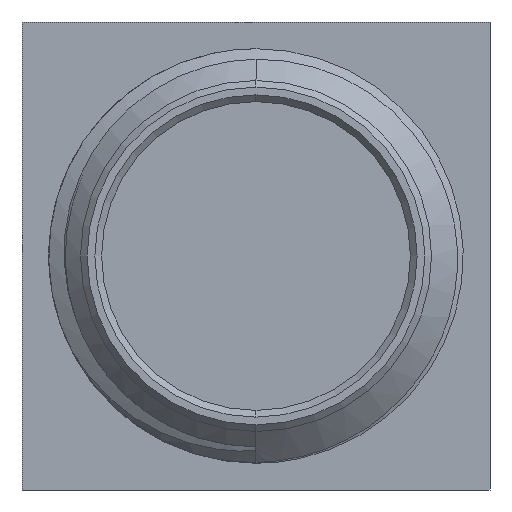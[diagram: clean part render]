
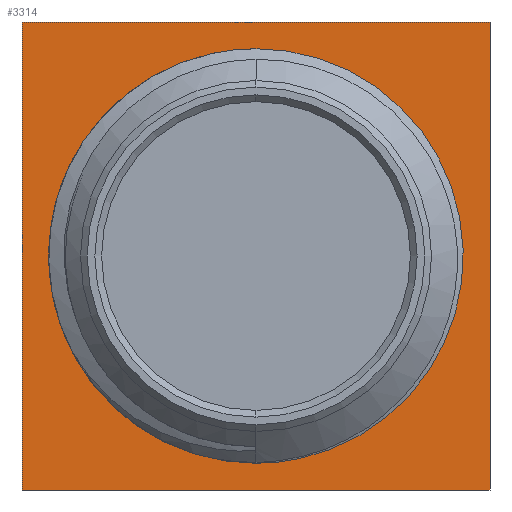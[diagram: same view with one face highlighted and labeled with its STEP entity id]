
A CAD part, left-side view. The second image highlights one B-rep face of the part: STEP entity #3314.
In plain terms, the highlighted planar face has unit normal (-1, 0, 0).
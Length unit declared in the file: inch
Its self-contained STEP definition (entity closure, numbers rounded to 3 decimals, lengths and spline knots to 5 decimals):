
#1 = VERTEX_POINT ( 'NONE', #1239 ) ;
#6 = CARTESIAN_POINT ( 'NONE',  ( 0.31142, -0.1378, 0.1378 ) ) ;
#99 = CARTESIAN_POINT ( 'NONE',  ( 0.31142, -0.1378, -0.1378 ) ) ;
#225 = LINE ( 'NONE', #3134, #1544 ) ;
#386 = DIRECTION ( 'NONE',  ( 0., 1., 0. ) ) ;
#486 = DIRECTION ( 'NONE',  ( 0., 0., 1. ) ) ;
#620 = ORIENTED_EDGE ( 'NONE', *, *, #1069, .T. ) ;
#736 = DIRECTION ( 'NONE',  ( 0., 0., -1. ) ) ;
#752 = LINE ( 'NONE', #3164, #3232 ) ;
#766 = CIRCLE ( 'NONE', #1323, 0.10335 ) ;
#769 = DIRECTION ( 'NONE',  ( 1., 0., 0. ) ) ;
#783 = DIRECTION ( 'NONE',  ( 0., 0., 1. ) ) ;
#845 = ORIENTED_EDGE ( 'NONE', *, *, #1744, .T. ) ;
#907 = CARTESIAN_POINT ( 'NONE',  ( 0.31142, 0., -0.10335 ) ) ;
#980 = VECTOR ( 'NONE', #783, 39.37008 ) ;
#1000 = CARTESIAN_POINT ( 'NONE',  ( 0.31142, 0., 0. ) ) ;
#1039 = VERTEX_POINT ( 'NONE', #6 ) ;
#1069 = EDGE_CURVE ( 'NONE', #1847, #1039, #2414, .T. ) ;
#1100 = CARTESIAN_POINT ( 'NONE',  ( 0.31142, 0.1378, -0.1378 ) ) ;
#1165 = ORIENTED_EDGE ( 'NONE', *, *, #3271, .T. ) ;
#1167 = VERTEX_POINT ( 'NONE', #2662 ) ;
#1178 = LINE ( 'NONE', #1988, #1435 ) ;
#1239 = CARTESIAN_POINT ( 'NONE',  ( 0.31142, 0.1378, 0.1378 ) ) ;
#1278 = ORIENTED_EDGE ( 'NONE', *, *, #3204, .T. ) ;
#1286 = DIRECTION ( 'NONE',  ( -1., 0., 0. ) ) ;
#1323 = AXIS2_PLACEMENT_3D ( 'NONE', #1354, #1388, #1911 ) ;
#1354 = CARTESIAN_POINT ( 'NONE',  ( 0.31142, 0., 0. ) ) ;
#1388 = DIRECTION ( 'NONE',  ( 1., 0., 0. ) ) ;
#1435 = VECTOR ( 'NONE', #386, 39.37008 ) ;
#1544 = VECTOR ( 'NONE', #3170, 39.37008 ) ;
#1744 = EDGE_CURVE ( 'NONE', #1167, #2454, #766, .T. ) ;
#1763 = FACE_OUTER_BOUND ( 'NONE', #2745, .T. ) ;
#1847 = VERTEX_POINT ( 'NONE', #99 ) ;
#1911 = DIRECTION ( 'NONE',  ( 0., 0., -1. ) ) ;
#1912 = EDGE_CURVE ( 'NONE', #1, #2779, #225, .T. ) ;
#1988 = CARTESIAN_POINT ( 'NONE',  ( 0.31142, -0.1378, 0.1378 ) ) ;
#2141 = EDGE_LOOP ( 'NONE', ( #3045, #845 ) ) ;
#2315 = FACE_BOUND ( 'NONE', #2141, .T. ) ;
#2414 = LINE ( 'NONE', #2871, #980 ) ;
#2444 = ORIENTED_EDGE ( 'NONE', *, *, #1912, .T. ) ;
#2454 = VERTEX_POINT ( 'NONE', #907 ) ;
#2662 = CARTESIAN_POINT ( 'NONE',  ( 0.31142, 0., 0.10335 ) ) ;
#2745 = EDGE_LOOP ( 'NONE', ( #1165, #620, #1278, #2444 ) ) ;
#2779 = VERTEX_POINT ( 'NONE', #1100 ) ;
#2843 = CARTESIAN_POINT ( 'NONE',  ( 0.31142, 0., 0. ) ) ;
#2871 = CARTESIAN_POINT ( 'NONE',  ( 0.31142, -0.1378, -0.1378 ) ) ;
#2885 = AXIS2_PLACEMENT_3D ( 'NONE', #2843, #1286, #486 ) ;
#3045 = ORIENTED_EDGE ( 'NONE', *, *, #3394, .T. ) ;
#3061 = CIRCLE ( 'NONE', #3395, 0.10335 ) ;
#3134 = CARTESIAN_POINT ( 'NONE',  ( 0.31142, 0.1378, 0.1378 ) ) ;
#3146 = DIRECTION ( 'NONE',  ( 0., -1., 0. ) ) ;
#3164 = CARTESIAN_POINT ( 'NONE',  ( 0.31142, 0.1378, -0.1378 ) ) ;
#3170 = DIRECTION ( 'NONE',  ( 0., 0., -1. ) ) ;
#3204 = EDGE_CURVE ( 'NONE', #1039, #1, #1178, .T. ) ;
#3232 = VECTOR ( 'NONE', #3146, 39.37008 ) ;
#3271 = EDGE_CURVE ( 'NONE', #2779, #1847, #752, .T. ) ;
#3314 = ADVANCED_FACE ( 'NONE', ( #2315, #1763 ), #3424, .T. ) ;
#3394 = EDGE_CURVE ( 'NONE', #2454, #1167, #3061, .T. ) ;
#3395 = AXIS2_PLACEMENT_3D ( 'NONE', #1000, #769, #736 ) ;
#3424 = PLANE ( 'NONE',  #2885 ) ;
